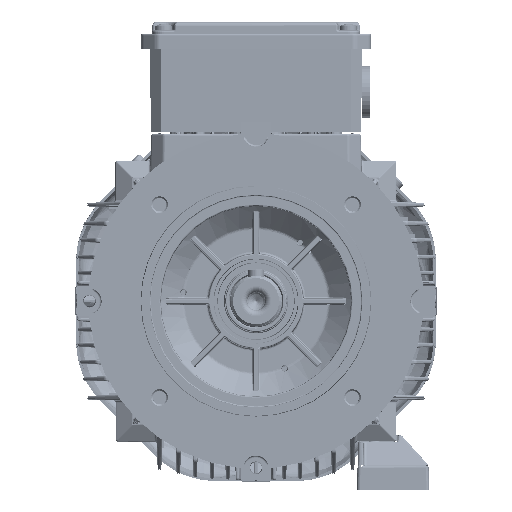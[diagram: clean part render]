
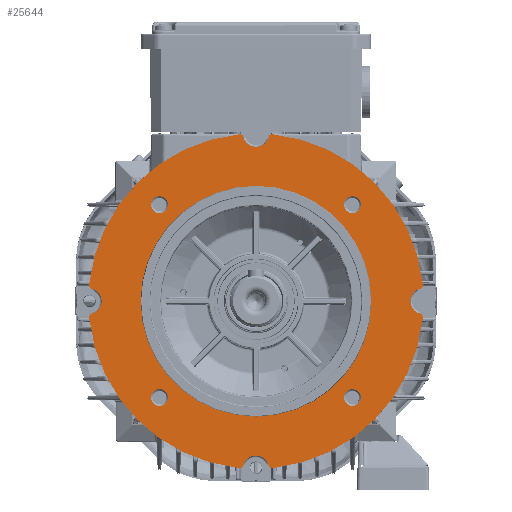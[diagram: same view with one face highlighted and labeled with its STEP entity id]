
A CAD part, left-side view. The second image highlights one B-rep face of the part: STEP entity #25644.
In plain terms, the highlighted planar face has unit normal (-1, 0, 0).
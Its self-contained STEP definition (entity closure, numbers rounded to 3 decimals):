
#18017=CIRCLE('',#131269,79.899);
#18022=CIRCLE('',#131276,6.104);
#18026=CIRCLE('',#131282,2.);
#18137=CIRCLE('',#131437,2.);
#18218=CIRCLE('',#131566,4.);
#18219=CIRCLE('',#131567,4.);
#18220=CIRCLE('',#131568,4.);
#18221=CIRCLE('',#131569,4.);
#18222=CIRCLE('',#131570,55.);
#18223=CIRCLE('',#131571,2.);
#18224=CIRCLE('',#131572,6.104);
#18225=CIRCLE('',#131573,2.);
#18226=CIRCLE('',#131574,79.899);
#18227=CIRCLE('',#131575,2.);
#18228=CIRCLE('',#131576,6.104);
#18229=CIRCLE('',#131577,79.899);
#18230=CIRCLE('',#131578,2.);
#18231=CIRCLE('',#131579,6.104);
#18232=CIRCLE('',#131580,2.);
#18233=CIRCLE('',#131581,79.899);
#18234=CIRCLE('',#131582,2.);
#20051=FACE_BOUND('',#40649,.T.);
#20052=FACE_BOUND('',#40650,.T.);
#20053=FACE_BOUND('',#40651,.T.);
#20054=FACE_BOUND('',#40652,.T.);
#20055=FACE_BOUND('',#40653,.T.);
#20056=FACE_BOUND('',#40654,.T.);
#25644=ADVANCED_FACE('',(#20051,#20052,#20053,#20054,#20055,#20056),#28339,
 .T.);
#28339=PLANE('',#131583);
#40649=EDGE_LOOP('',(#67920));
#40650=EDGE_LOOP('',(#67921));
#40651=EDGE_LOOP('',(#67922));
#40652=EDGE_LOOP('',(#67923));
#40653=EDGE_LOOP('',(#67924));
#40654=EDGE_LOOP('',(#67925,#67926,#67927,#67928,#67929,#67930,#67931,#67932,
#67933,#67934,#67935,#67936,#67937,#67938,#67939,#67940));
#67920=ORIENTED_EDGE('',*,*,#104127,.T.);
#67921=ORIENTED_EDGE('',*,*,#104128,.T.);
#67922=ORIENTED_EDGE('',*,*,#104129,.T.);
#67923=ORIENTED_EDGE('',*,*,#104130,.T.);
#67924=ORIENTED_EDGE('',*,*,#104131,.T.);
#67925=ORIENTED_EDGE('',*,*,#103684,.T.);
#67926=ORIENTED_EDGE('',*,*,#103697,.F.);
#67927=ORIENTED_EDGE('',*,*,#103668,.F.);
#67928=ORIENTED_EDGE('',*,*,#104132,.F.);
#67929=ORIENTED_EDGE('',*,*,#104133,.T.);
#67930=ORIENTED_EDGE('',*,*,#104134,.F.);
#67931=ORIENTED_EDGE('',*,*,#104135,.F.);
#67932=ORIENTED_EDGE('',*,*,#104136,.F.);
#67933=ORIENTED_EDGE('',*,*,#104137,.T.);
#67934=ORIENTED_EDGE('',*,*,#103941,.F.);
#67935=ORIENTED_EDGE('',*,*,#104138,.F.);
#67936=ORIENTED_EDGE('',*,*,#104139,.F.);
#67937=ORIENTED_EDGE('',*,*,#104140,.T.);
#67938=ORIENTED_EDGE('',*,*,#104141,.F.);
#67939=ORIENTED_EDGE('',*,*,#104142,.F.);
#67940=ORIENTED_EDGE('',*,*,#104143,.F.);
#85485=VERTEX_POINT('',#257265);
#85486=VERTEX_POINT('',#257267);
#85501=VERTEX_POINT('',#257429);
#85502=VERTEX_POINT('',#257430);
#85733=VERTEX_POINT('',#258786);
#85734=VERTEX_POINT('',#258788);
#85855=VERTEX_POINT('',#259920);
#85856=VERTEX_POINT('',#259922);
#85857=VERTEX_POINT('',#259924);
#85858=VERTEX_POINT('',#259926);
#85859=VERTEX_POINT('',#259928);
#85860=VERTEX_POINT('',#259930);
#85861=VERTEX_POINT('',#259932);
#85862=VERTEX_POINT('',#259934);
#85863=VERTEX_POINT('',#259936);
#85864=VERTEX_POINT('',#259938);
#85865=VERTEX_POINT('',#259941);
#85866=VERTEX_POINT('',#259943);
#85867=VERTEX_POINT('',#259945);
#85868=VERTEX_POINT('',#259947);
#85869=VERTEX_POINT('',#259949);
#103668=EDGE_CURVE('',#85485,#85486,#18017,.T.);
#103684=EDGE_CURVE('',#85501,#85502,#18022,.T.);
#103697=EDGE_CURVE('',#85486,#85502,#18026,.T.);
#103941=EDGE_CURVE('',#85733,#85734,#18137,.T.);
#104127=EDGE_CURVE('',#85855,#85855,#18218,.T.);
#104128=EDGE_CURVE('',#85856,#85856,#18219,.T.);
#104129=EDGE_CURVE('',#85857,#85857,#18220,.T.);
#104130=EDGE_CURVE('',#85858,#85858,#18221,.T.);
#104131=EDGE_CURVE('',#85859,#85859,#18222,.T.);
#104132=EDGE_CURVE('',#85860,#85485,#18223,.T.);
#104133=EDGE_CURVE('',#85860,#85861,#18224,.T.);
#104134=EDGE_CURVE('',#85862,#85861,#18225,.T.);
#104135=EDGE_CURVE('',#85863,#85862,#18226,.T.);
#104136=EDGE_CURVE('',#85864,#85863,#18227,.T.);
#104137=EDGE_CURVE('',#85864,#85734,#18228,.T.);
#104138=EDGE_CURVE('',#85865,#85733,#18229,.T.);
#104139=EDGE_CURVE('',#85866,#85865,#18230,.T.);
#104140=EDGE_CURVE('',#85866,#85867,#18231,.T.);
#104141=EDGE_CURVE('',#85868,#85867,#18232,.T.);
#104142=EDGE_CURVE('',#85869,#85868,#18233,.T.);
#104143=EDGE_CURVE('',#85501,#85869,#18234,.T.);
#131269=AXIS2_PLACEMENT_3D('',#257266,#158722,#158723);
#131276=AXIS2_PLACEMENT_3D('',#257428,#158736,#158737);
#131282=AXIS2_PLACEMENT_3D('',#257495,#158752,#158753);
#131437=AXIS2_PLACEMENT_3D('',#258787,#159122,#159123);
#131566=AXIS2_PLACEMENT_3D('',#259919,#159417,#159418);
#131567=AXIS2_PLACEMENT_3D('',#259921,#159419,#159420);
#131568=AXIS2_PLACEMENT_3D('',#259923,#159421,#159422);
#131569=AXIS2_PLACEMENT_3D('',#259925,#159423,#159424);
#131570=AXIS2_PLACEMENT_3D('',#259927,#159425,#159426);
#131571=AXIS2_PLACEMENT_3D('',#259929,#159427,#159428);
#131572=AXIS2_PLACEMENT_3D('',#259931,#159429,#159430);
#131573=AXIS2_PLACEMENT_3D('',#259933,#159431,#159432);
#131574=AXIS2_PLACEMENT_3D('',#259935,#159433,#159434);
#131575=AXIS2_PLACEMENT_3D('',#259937,#159435,#159436);
#131576=AXIS2_PLACEMENT_3D('',#259939,#159437,#159438);
#131577=AXIS2_PLACEMENT_3D('',#259940,#159439,#159440);
#131578=AXIS2_PLACEMENT_3D('',#259942,#159441,#159442);
#131579=AXIS2_PLACEMENT_3D('',#259944,#159443,#159444);
#131580=AXIS2_PLACEMENT_3D('',#259946,#159445,#159446);
#131581=AXIS2_PLACEMENT_3D('',#259948,#159447,#159448);
#131582=AXIS2_PLACEMENT_3D('',#259950,#159449,#159450);
#131583=AXIS2_PLACEMENT_3D('',#259951,#159451,#159452);
#158722=DIRECTION('',(1.,0.,0.));
#158723=DIRECTION('',(0.,0.,1.));
#158736=DIRECTION('',(1.,0.,0.));
#158737=DIRECTION('',(0.,0.,1.));
#158752=DIRECTION('',(1.,0.,0.));
#158753=DIRECTION('',(0.,0.,1.));
#159122=DIRECTION('',(1.,0.,0.));
#159123=DIRECTION('',(0.,0.,1.));
#159417=DIRECTION('',(1.,0.,0.));
#159418=DIRECTION('',(0.,0.,1.));
#159419=DIRECTION('',(1.,0.,0.));
#159420=DIRECTION('',(0.,0.,1.));
#159421=DIRECTION('',(1.,0.,0.));
#159422=DIRECTION('',(0.,0.,1.));
#159423=DIRECTION('',(1.,0.,0.));
#159424=DIRECTION('',(0.,0.,1.));
#159425=DIRECTION('',(1.,0.,0.));
#159426=DIRECTION('',(0.,0.,-1.));
#159427=DIRECTION('',(1.,0.,0.));
#159428=DIRECTION('',(0.,0.,1.));
#159429=DIRECTION('',(1.,0.,0.));
#159430=DIRECTION('',(0.,0.,1.));
#159431=DIRECTION('',(1.,0.,0.));
#159432=DIRECTION('',(0.,0.,1.));
#159433=DIRECTION('',(1.,0.,0.));
#159434=DIRECTION('',(0.,0.,1.));
#159435=DIRECTION('',(1.,0.,0.));
#159436=DIRECTION('',(0.,0.,1.));
#159437=DIRECTION('',(1.,0.,0.));
#159438=DIRECTION('',(0.,0.,1.));
#159439=DIRECTION('',(1.,0.,0.));
#159440=DIRECTION('',(0.,0.,1.));
#159441=DIRECTION('',(1.,0.,0.));
#159442=DIRECTION('',(0.,0.,1.));
#159443=DIRECTION('',(1.,0.,0.));
#159444=DIRECTION('',(0.,0.,1.));
#159445=DIRECTION('',(1.,0.,0.));
#159446=DIRECTION('',(0.,0.,1.));
#159447=DIRECTION('',(1.,0.,0.));
#159448=DIRECTION('',(0.,0.,1.));
#159449=DIRECTION('',(1.,0.,0.));
#159450=DIRECTION('',(0.,0.,1.));
#159451=DIRECTION('',(-1.,0.,0.));
#159452=DIRECTION('',(0.,0.,1.));
#257265=CARTESIAN_POINT('',(-26.999,-8.668,79.427));
#257266=CARTESIAN_POINT('',(-26.999,0.,0.));
#257267=CARTESIAN_POINT('',(-26.999,-79.427,8.669));
#257428=CARTESIAN_POINT('',(-26.999,-79.68,0.));
#257429=CARTESIAN_POINT('',(-26.999,-78.12,-5.901));
#257430=CARTESIAN_POINT('',(-26.999,-78.12,5.902));
#257495=CARTESIAN_POINT('',(-26.999,-77.609,7.835));
#258786=CARTESIAN_POINT('',(-26.999,79.427,-8.669));
#258787=CARTESIAN_POINT('',(-26.999,77.609,-7.835));
#258788=CARTESIAN_POINT('',(-26.999,78.12,-5.902));
#259919=CARTESIAN_POINT('',(-26.999,-45.968,45.962));
#259920=CARTESIAN_POINT('',(-26.999,-45.968,49.962));
#259921=CARTESIAN_POINT('',(-26.999,45.962,45.968));
#259922=CARTESIAN_POINT('',(-26.999,45.962,49.968));
#259923=CARTESIAN_POINT('',(-26.999,-45.962,-45.968));
#259924=CARTESIAN_POINT('',(-26.999,-45.962,-41.968));
#259925=CARTESIAN_POINT('',(-26.999,45.968,-45.962));
#259926=CARTESIAN_POINT('',(-26.999,45.968,-41.962));
#259927=CARTESIAN_POINT('',(-26.999,0.,0.));
#259928=CARTESIAN_POINT('',(-26.999,0.,-55.));
#259929=CARTESIAN_POINT('',(-26.999,-7.835,77.609));
#259930=CARTESIAN_POINT('',(-26.999,-5.901,78.12));
#259931=CARTESIAN_POINT('',(-26.999,0.,79.68));
#259932=CARTESIAN_POINT('',(-26.999,5.902,78.12));
#259933=CARTESIAN_POINT('',(-26.999,7.835,77.609));
#259934=CARTESIAN_POINT('',(-26.999,8.669,79.427));
#259935=CARTESIAN_POINT('',(-26.999,0.,0.));
#259936=CARTESIAN_POINT('',(-26.999,79.427,8.668));
#259937=CARTESIAN_POINT('',(-26.999,77.609,7.835));
#259938=CARTESIAN_POINT('',(-26.999,78.12,5.901));
#259939=CARTESIAN_POINT('',(-26.999,79.68,0.));
#259940=CARTESIAN_POINT('',(-26.999,0.,0.));
#259941=CARTESIAN_POINT('',(-26.999,8.668,-79.427));
#259942=CARTESIAN_POINT('',(-26.999,7.835,-77.609));
#259943=CARTESIAN_POINT('',(-26.999,5.901,-78.12));
#259944=CARTESIAN_POINT('',(-26.999,0.,-79.68));
#259945=CARTESIAN_POINT('',(-26.999,-5.902,-78.12));
#259946=CARTESIAN_POINT('',(-26.999,-7.836,-77.609));
#259947=CARTESIAN_POINT('',(-26.999,-8.669,-79.427));
#259948=CARTESIAN_POINT('',(-26.999,0.,0.));
#259949=CARTESIAN_POINT('',(-26.999,-79.427,-8.668));
#259950=CARTESIAN_POINT('',(-26.999,-77.609,-7.835));
#259951=CARTESIAN_POINT('',(-26.999,0.,0.));
